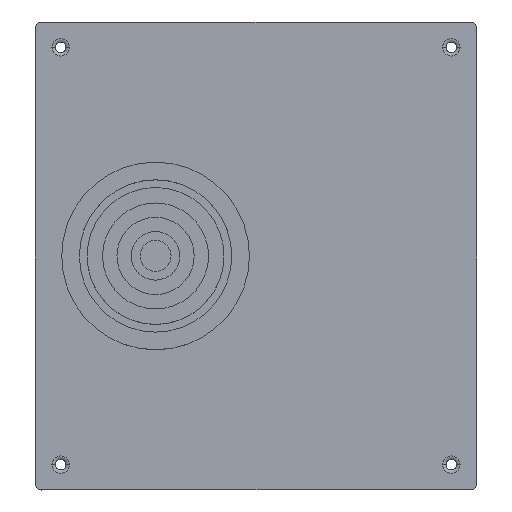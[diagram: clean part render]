
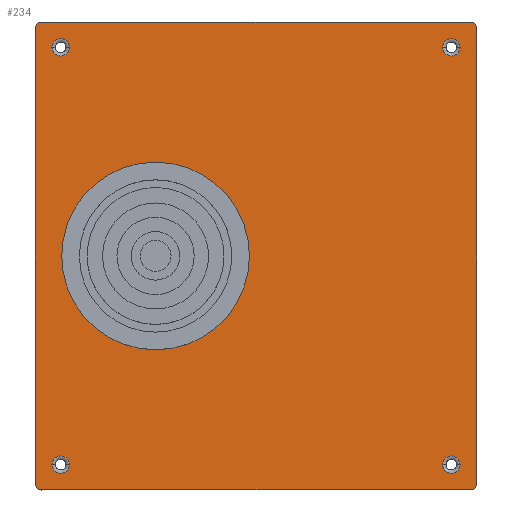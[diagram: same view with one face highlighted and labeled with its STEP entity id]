
A CAD part, top view. The second image highlights one B-rep face of the part: STEP entity #234.
In plain terms, the highlighted planar face has unit normal (0, 0, 1).
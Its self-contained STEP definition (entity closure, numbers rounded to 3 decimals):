
#234=ADVANCED_FACE('',(#480,#481,#482,#483,#484,#485),#486,.F.);
#480=FACE_OUTER_BOUND('',#766,.T.);
#481=FACE_BOUND('',#767,.T.);
#482=FACE_BOUND('',#768,.T.);
#483=FACE_BOUND('',#769,.T.);
#484=FACE_BOUND('',#770,.T.);
#485=FACE_BOUND('',#771,.T.);
#486=PLANE('',#772);
#766=EDGE_LOOP('',(#1230,#1231,#1232,#1233,#1234,#1235,#1236,#1237));
#767=EDGE_LOOP('',(#1238,#1239,#1240));
#768=EDGE_LOOP('',(#1241,#1242,#1243));
#769=EDGE_LOOP('',(#1244,#1245,#1246));
#770=EDGE_LOOP('',(#1247,#1248,#1249));
#771=EDGE_LOOP('',(#1250,#1251));
#772=AXIS2_PLACEMENT_3D('',#1252,#1253,#1254);
#1230=ORIENTED_EDGE('',*,*,#1731,.F.);
#1231=ORIENTED_EDGE('',*,*,#1736,.F.);
#1232=ORIENTED_EDGE('',*,*,#1740,.F.);
#1233=ORIENTED_EDGE('',*,*,#1744,.F.);
#1234=ORIENTED_EDGE('',*,*,#1748,.F.);
#1235=ORIENTED_EDGE('',*,*,#1752,.F.);
#1236=ORIENTED_EDGE('',*,*,#1756,.F.);
#1237=ORIENTED_EDGE('',*,*,#1759,.F.);
#1238=ORIENTED_EDGE('',*,*,#1687,.T.);
#1239=ORIENTED_EDGE('',*,*,#1683,.T.);
#1240=ORIENTED_EDGE('',*,*,#1688,.T.);
#1241=ORIENTED_EDGE('',*,*,#1691,.T.);
#1242=ORIENTED_EDGE('',*,*,#1679,.T.);
#1243=ORIENTED_EDGE('',*,*,#1692,.T.);
#1244=ORIENTED_EDGE('',*,*,#1695,.T.);
#1245=ORIENTED_EDGE('',*,*,#1675,.T.);
#1246=ORIENTED_EDGE('',*,*,#1696,.T.);
#1247=ORIENTED_EDGE('',*,*,#1699,.T.);
#1248=ORIENTED_EDGE('',*,*,#1671,.T.);
#1249=ORIENTED_EDGE('',*,*,#1700,.T.);
#1250=ORIENTED_EDGE('',*,*,#1628,.T.);
#1251=ORIENTED_EDGE('',*,*,#1726,.T.);
#1252=CARTESIAN_POINT('',(100.0,106.0,16.5));
#1253=DIRECTION('',(0.0,0.0,-1.0));
#1254=DIRECTION('',(0.0,-1.0,0.0));
#1628=EDGE_CURVE('',#1896,#1900,#1902,.T.);
#1671=EDGE_CURVE('',#1978,#1976,#1979,.T.);
#1675=EDGE_CURVE('',#1984,#1982,#1985,.T.);
#1679=EDGE_CURVE('',#1990,#1988,#1991,.T.);
#1683=EDGE_CURVE('',#1996,#1994,#1997,.T.);
#1687=EDGE_CURVE('',#2001,#1996,#2002,.T.);
#1688=EDGE_CURVE('',#1994,#2001,#2003,.T.);
#1691=EDGE_CURVE('',#2006,#1990,#2007,.T.);
#1692=EDGE_CURVE('',#1988,#2006,#2008,.T.);
#1695=EDGE_CURVE('',#2011,#1984,#2012,.T.);
#1696=EDGE_CURVE('',#1982,#2011,#2013,.T.);
#1699=EDGE_CURVE('',#2016,#1978,#2017,.T.);
#1700=EDGE_CURVE('',#1976,#2016,#2018,.T.);
#1726=EDGE_CURVE('',#1900,#1896,#2044,.T.);
#1731=EDGE_CURVE('',#2050,#2052,#2053,.T.);
#1736=EDGE_CURVE('',#2058,#2050,#2060,.T.);
#1740=EDGE_CURVE('',#2064,#2058,#2066,.T.);
#1744=EDGE_CURVE('',#2070,#2064,#2072,.T.);
#1748=EDGE_CURVE('',#2076,#2070,#2078,.T.);
#1752=EDGE_CURVE('',#2082,#2076,#2084,.T.);
#1756=EDGE_CURVE('',#2088,#2082,#2090,.T.);
#1759=EDGE_CURVE('',#2052,#2088,#2093,.T.);
#1896=VERTEX_POINT('',#2288);
#1900=VERTEX_POINT('',#2293);
#1902=CIRCLE('',#2296,36.5);
#1976=VERTEX_POINT('',#2386);
#1978=VERTEX_POINT('',#2388);
#1979=CIRCLE('',#2389,3.95);
#1982=VERTEX_POINT('',#2392);
#1984=VERTEX_POINT('',#2394);
#1985=CIRCLE('',#2395,3.95);
#1988=VERTEX_POINT('',#2398);
#1990=VERTEX_POINT('',#2400);
#1991=CIRCLE('',#2401,3.95);
#1994=VERTEX_POINT('',#2404);
#1996=VERTEX_POINT('',#2406);
#1997=CIRCLE('',#2407,3.95);
#2001=VERTEX_POINT('',#2411);
#2002=CIRCLE('',#2412,3.95);
#2003=CIRCLE('',#2413,3.95);
#2006=VERTEX_POINT('',#2416);
#2007=CIRCLE('',#2417,3.95);
#2008=CIRCLE('',#2418,3.95);
#2011=VERTEX_POINT('',#2421);
#2012=CIRCLE('',#2422,3.95);
#2013=CIRCLE('',#2423,3.95);
#2016=VERTEX_POINT('',#2426);
#2017=CIRCLE('',#2427,3.95);
#2018=CIRCLE('',#2428,3.95);
#2044=CIRCLE('',#2454,36.5);
#2050=VERTEX_POINT('',#2461);
#2052=VERTEX_POINT('',#2464);
#2053=LINE('',#2465,#2466);
#2058=VERTEX_POINT('',#2472);
#2060=CIRCLE('',#2475,3.0);
#2064=VERTEX_POINT('',#2480);
#2066=LINE('',#2483,#2484);
#2070=VERTEX_POINT('',#2488);
#2072=CIRCLE('',#2491,3.);
#2076=VERTEX_POINT('',#2496);
#2078=LINE('',#2499,#2500);
#2082=VERTEX_POINT('',#2504);
#2084=CIRCLE('',#2507,3.);
#2088=VERTEX_POINT('',#2512);
#2090=LINE('',#2515,#2516);
#2093=CIRCLE('',#2519,3.);
#2288=CARTESIAN_POINT('',(18.0,106.0,16.5));
#2293=CARTESIAN_POINT('',(91.0,106.0,16.5));
#2296=AXIS2_PLACEMENT_3D('',#2743,#2744,#2745);
#2386=CARTESIAN_POINT('',(192.45,11.5,16.5));
#2388=CARTESIAN_POINT('',(184.55,11.5,16.5));
#2389=AXIS2_PLACEMENT_3D('',#2813,#2814,#2815);
#2392=CARTESIAN_POINT('',(15.45,11.5,16.5));
#2394=CARTESIAN_POINT('',(7.55,11.5,16.5));
#2395=AXIS2_PLACEMENT_3D('',#2822,#2823,#2824);
#2398=CARTESIAN_POINT('',(192.45,200.5,16.5));
#2400=CARTESIAN_POINT('',(184.55,200.5,16.5));
#2401=AXIS2_PLACEMENT_3D('',#2831,#2832,#2833);
#2404=CARTESIAN_POINT('',(15.45,200.5,16.5));
#2406=CARTESIAN_POINT('',(7.55,200.5,16.5));
#2407=AXIS2_PLACEMENT_3D('',#2840,#2841,#2842);
#2411=CARTESIAN_POINT('',(11.5,196.55,16.5));
#2412=AXIS2_PLACEMENT_3D('',#2849,#2850,#2851);
#2413=AXIS2_PLACEMENT_3D('',#2852,#2853,#2854);
#2416=CARTESIAN_POINT('',(188.5,196.55,16.5));
#2417=AXIS2_PLACEMENT_3D('',#2858,#2859,#2860);
#2418=AXIS2_PLACEMENT_3D('',#2861,#2862,#2863);
#2421=CARTESIAN_POINT('',(11.5,7.55,16.5));
#2422=AXIS2_PLACEMENT_3D('',#2867,#2868,#2869);
#2423=AXIS2_PLACEMENT_3D('',#2870,#2871,#2872);
#2426=CARTESIAN_POINT('',(188.5,7.55,16.5));
#2427=AXIS2_PLACEMENT_3D('',#2876,#2877,#2878);
#2428=AXIS2_PLACEMENT_3D('',#2879,#2880,#2881);
#2454=AXIS2_PLACEMENT_3D('',#2918,#2919,#2920);
#2461=CARTESIAN_POINT('',(0.,3.,16.5));
#2464=CARTESIAN_POINT('',(0.0,209.0,16.5));
#2465=CARTESIAN_POINT('',(0.0,106.0,16.5));
#2466=VECTOR('',#2926,1.0);
#2472=CARTESIAN_POINT('',(3.0,0.0,16.5));
#2475=AXIS2_PLACEMENT_3D('',#2932,#2933,#2934);
#2480=CARTESIAN_POINT('',(197.,0.,16.5));
#2483=CARTESIAN_POINT('',(197.0,0.0,16.5));
#2484=VECTOR('',#2937,1.0);
#2488=CARTESIAN_POINT('',(200.0,3.0,16.5));
#2491=AXIS2_PLACEMENT_3D('',#2942,#2943,#2944);
#2496=CARTESIAN_POINT('',(200.,209.,16.5));
#2499=CARTESIAN_POINT('',(200.0,209.0,16.5));
#2500=VECTOR('',#2947,1.0);
#2504=CARTESIAN_POINT('',(197.0,212.0,16.5));
#2507=AXIS2_PLACEMENT_3D('',#2952,#2953,#2954);
#2512=CARTESIAN_POINT('',(3.,212.,16.5));
#2515=CARTESIAN_POINT('',(3.0,212.0,16.5));
#2516=VECTOR('',#2957,1.0);
#2519=AXIS2_PLACEMENT_3D('',#2961,#2962,#2963);
#2743=CARTESIAN_POINT('',(54.5,106.0,16.5));
#2744=DIRECTION('',(0.0,0.0,-1.0));
#2745=DIRECTION('',(-1.0,0.0,0.0));
#2813=CARTESIAN_POINT('',(188.5,11.5,16.5));
#2814=DIRECTION('',(0.0,0.0,-1.0));
#2815=DIRECTION('',(0.0,-1.0,0.0));
#2822=CARTESIAN_POINT('',(11.5,11.5,16.5));
#2823=DIRECTION('',(0.0,0.0,-1.0));
#2824=DIRECTION('',(0.0,-1.0,0.0));
#2831=CARTESIAN_POINT('',(188.5,200.5,16.5));
#2832=DIRECTION('',(0.0,0.0,-1.0));
#2833=DIRECTION('',(0.0,-1.0,0.0));
#2840=CARTESIAN_POINT('',(11.5,200.5,16.5));
#2841=DIRECTION('',(0.0,0.0,-1.0));
#2842=DIRECTION('',(0.0,-1.0,0.0));
#2849=CARTESIAN_POINT('',(11.5,200.5,16.5));
#2850=DIRECTION('',(0.0,0.0,-1.0));
#2851=DIRECTION('',(0.0,-1.0,0.0));
#2852=CARTESIAN_POINT('',(11.5,200.5,16.5));
#2853=DIRECTION('',(0.0,0.0,-1.0));
#2854=DIRECTION('',(0.0,-1.0,0.0));
#2858=CARTESIAN_POINT('',(188.5,200.5,16.5));
#2859=DIRECTION('',(0.0,0.0,-1.0));
#2860=DIRECTION('',(0.0,-1.0,0.0));
#2861=CARTESIAN_POINT('',(188.5,200.5,16.5));
#2862=DIRECTION('',(0.0,0.0,-1.0));
#2863=DIRECTION('',(0.0,-1.0,0.0));
#2867=CARTESIAN_POINT('',(11.5,11.5,16.5));
#2868=DIRECTION('',(0.0,0.0,-1.0));
#2869=DIRECTION('',(0.0,-1.0,0.0));
#2870=CARTESIAN_POINT('',(11.5,11.5,16.5));
#2871=DIRECTION('',(0.0,0.0,-1.0));
#2872=DIRECTION('',(0.0,-1.0,0.0));
#2876=CARTESIAN_POINT('',(188.5,11.5,16.5));
#2877=DIRECTION('',(0.0,0.0,-1.0));
#2878=DIRECTION('',(0.0,-1.0,0.0));
#2879=CARTESIAN_POINT('',(188.5,11.5,16.5));
#2880=DIRECTION('',(0.0,0.0,-1.0));
#2881=DIRECTION('',(0.0,-1.0,0.0));
#2918=CARTESIAN_POINT('',(54.5,106.0,16.5));
#2919=DIRECTION('',(0.0,0.0,-1.0));
#2920=DIRECTION('',(-1.0,0.0,0.0));
#2926=DIRECTION('',(0.0,1.0,0.0));
#2932=CARTESIAN_POINT('',(3.,3.,16.5));
#2933=DIRECTION('',(-0.0,0.0,-1.0));
#2934=DIRECTION('',(0.,-1.0,0.0));
#2937=DIRECTION('',(-1.0,0.0,0.0));
#2942=CARTESIAN_POINT('',(197.,3.,16.5));
#2943=DIRECTION('',(0.0,0.0,-1.0));
#2944=DIRECTION('',(1.0,0.,0.0));
#2947=DIRECTION('',(0.0,-1.0,0.0));
#2952=CARTESIAN_POINT('',(197.,209.,16.5));
#2953=DIRECTION('',(0.0,0.0,-1.0));
#2954=DIRECTION('',(0.,1.0,0.0));
#2957=DIRECTION('',(1.0,0.0,0.0));
#2961=CARTESIAN_POINT('',(3.,209.,16.5));
#2962=DIRECTION('',(0.0,0.0,-1.0));
#2963=DIRECTION('',(-1.0,0.,0.0));
